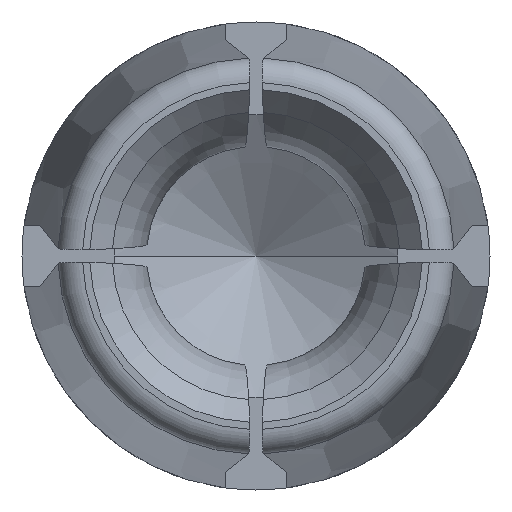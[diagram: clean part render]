
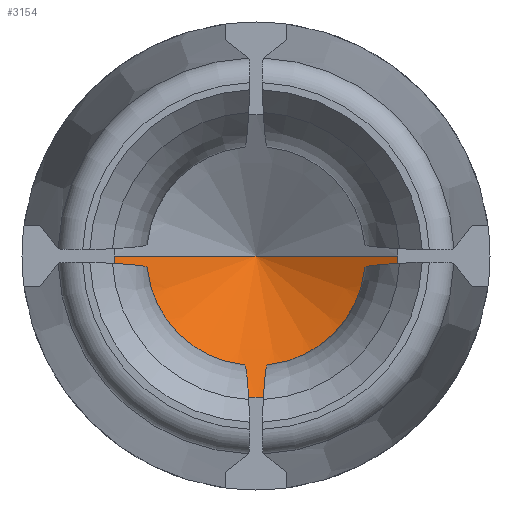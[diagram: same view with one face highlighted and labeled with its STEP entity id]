
A CAD part, front view. The second image highlights one B-rep face of the part: STEP entity #3154.
In plain terms, the highlighted conical face has half-angle 59 degrees and reference radius 0.587 mm.
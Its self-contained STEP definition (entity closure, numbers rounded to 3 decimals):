
#1821=CARTESIAN_POINT('',(0.,10.212,0.));
#1822=DIRECTION('',(0.,1.,0.));
#1823=DIRECTION('',(1.,0.,0.));
#1824=AXIS2_PLACEMENT_3D('',#1821,#1822,#1823);
#1829=DIRECTION('',(0.857,0.515,0.));
#1830=VECTOR('',#1829,1.342);
#1831=CARTESIAN_POINT('',(-1.15,10.212,0.));
#1832=LINE('',#1831,#1830);
#1836=DIRECTION('',(-0.857,0.515,0.));
#1837=VECTOR('',#1836,1.342);
#1838=CARTESIAN_POINT('',(1.15,10.212,0.));
#1839=LINE('',#1838,#1837);
#2080=CARTESIAN_POINT('',(1.15,10.212,0.));
#2081=VERTEX_POINT('',#2080);
#2082=CARTESIAN_POINT('',(-1.15,10.212,0.));
#2083=VERTEX_POINT('',#2082);
#2084=CARTESIAN_POINT('',(0.,10.903,0.));
#2085=VERTEX_POINT('',#2084);
#3142=CARTESIAN_POINT('',(0.,10.55,0.));
#3143=DIRECTION('',(0.,-1.,0.));
#3144=DIRECTION('',(-1.,0.,0.));
#3145=AXIS2_PLACEMENT_3D('',#3142,#3143,#3144);
#3146=CONICAL_SURFACE('',#3145,0.586,59.);
#3148=ORIENTED_EDGE('',*,*,#3147,.F.);
#3149=ORIENTED_EDGE('',*,*,#2620,.T.);
#3151=ORIENTED_EDGE('',*,*,#3150,.T.);
#3152=EDGE_LOOP('',(#3148,#3149,#3151));
#3153=FACE_OUTER_BOUND('',#3152,.F.);
#3154=ADVANCED_FACE('',(#3153),#3146,.F.);
#1825=CIRCLE('',#1824,1.15);
#2620=EDGE_CURVE('',#2081,#2083,#1825,.T.);
#3147=EDGE_CURVE('',#2081,#2085,#1839,.T.);
#3150=EDGE_CURVE('',#2083,#2085,#1832,.T.);
